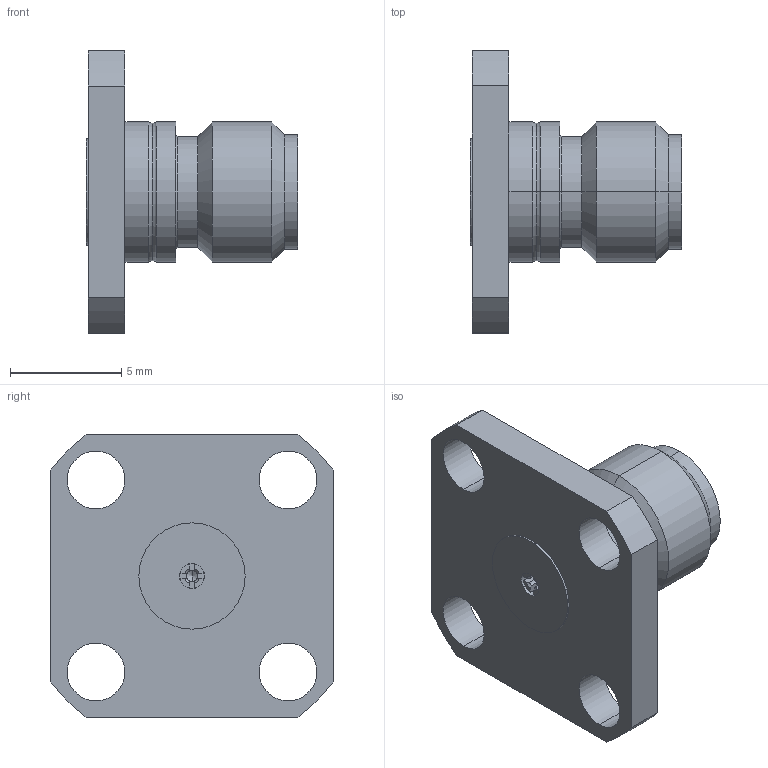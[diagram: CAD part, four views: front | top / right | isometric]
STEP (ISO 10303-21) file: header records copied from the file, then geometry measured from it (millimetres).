
FILE_DESCRIPTION (( 'STEP AP214' ), '1' );
FILE_NAME ('03.STEP', '2024-08-26T07:14:35', ( '' ), ( '' ), 'SwSTEP 2.0', 'SolidWorks 2018', '' );
FILE_SCHEMA (( 'AUTOMOTIVE_DESIGN' ));
Length unit declared in the file: millimetre
Products named in the file (2): 03; 櫻蠉錪24^栖闉罻2
Assembly tree (1 placements, depth 2):
  03
    櫻蠉錪24^栖闉罻2
Bounding box: 9.53 x 12.7 x 12.7 mm (x, y, z)
Volume: 379 mm3; surface area: 665.4 mm2
Topology: 1 solids, 1 shells, 100 faces, 250 edges, 158 vertices
Faces by surface type: cylinder 42, plane 38, cone 14, torus 6
Entity records: 3084 total; most frequent: DIRECTION 566, CARTESIAN_POINT 544, ORIENTED_EDGE 492, EDGE_CURVE 246, AXIS2_PLACEMENT_3D 228, VERTEX_POINT 158, CIRCLE 124, EDGE_LOOP 118
